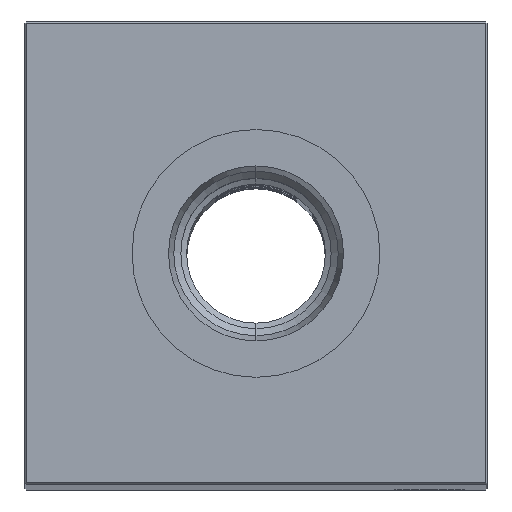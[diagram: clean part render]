
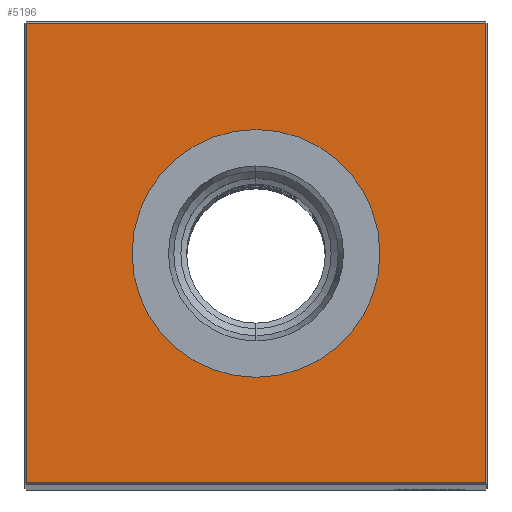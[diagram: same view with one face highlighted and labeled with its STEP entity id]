
A CAD part, top view. The second image highlights one B-rep face of the part: STEP entity #5196.
In plain terms, the highlighted planar face has unit normal (0, 0, 1).
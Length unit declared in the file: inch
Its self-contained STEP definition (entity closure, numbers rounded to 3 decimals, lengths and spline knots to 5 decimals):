
#1081 = CARTESIAN_POINT ( 'NONE',  ( 0., 0., 16. ) ) ;
#1836 = DIRECTION ( 'NONE',  ( -1., 0., 0. ) ) ;
#2514 = EDGE_CURVE ( 'NONE', #3340, #25465, #10194, .T. ) ;
#2750 = CARTESIAN_POINT ( 'NONE',  ( 0., 0.66929, 16. ) ) ;
#3075 = FACE_OUTER_BOUND ( 'NONE', #15031, .T. ) ;
#3340 = VERTEX_POINT ( 'NONE', #23757 ) ;
#3459 = CARTESIAN_POINT ( 'NONE',  ( -1.24, 0., 16. ) ) ;
#3922 = VECTOR ( 'NONE', #6744, 39.37008 ) ;
#4287 = DIRECTION ( 'NONE',  ( 0., 0., -1. ) ) ;
#4609 = CARTESIAN_POINT ( 'NONE',  ( 1.24, -1.24, 16. ) ) ;
#4615 = ORIENTED_EDGE ( 'NONE', *, *, #20626, .T. ) ;
#5165 = VECTOR ( 'NONE', #17081, 39.37008 ) ;
#5196 = ADVANCED_FACE ( 'NONE', ( #3075, #17309 ), #21891, .F. ) ;
#6163 = DIRECTION ( 'NONE',  ( -1., 0., 0. ) ) ;
#6312 = DIRECTION ( 'NONE',  ( 0., 0., -1. ) ) ;
#6427 = CARTESIAN_POINT ( 'NONE',  ( 0., 0., 16. ) ) ;
#6628 = CARTESIAN_POINT ( 'NONE',  ( 0., -0.66929, 16. ) ) ;
#6744 = DIRECTION ( 'NONE',  ( -1., 0., 0. ) ) ;
#8728 = CIRCLE ( 'NONE', #25856, 0.66929 ) ;
#8750 = VERTEX_POINT ( 'NONE', #4609 ) ;
#9091 = LINE ( 'NONE', #18739, #21159 ) ;
#9346 = ORIENTED_EDGE ( 'NONE', *, *, #14544, .T. ) ;
#9770 = LINE ( 'NONE', #10228, #29589 ) ;
#10194 = LINE ( 'NONE', #3459, #5165 ) ;
#10228 = CARTESIAN_POINT ( 'NONE',  ( 0., -1.24, 16. ) ) ;
#10760 = CARTESIAN_POINT ( 'NONE',  ( 0., 0., 16. ) ) ;
#13562 = VERTEX_POINT ( 'NONE', #2750 ) ;
#13653 = CARTESIAN_POINT ( 'NONE',  ( 0., 1.24, 16. ) ) ;
#13981 = AXIS2_PLACEMENT_3D ( 'NONE', #1081, #22353, #17461 ) ;
#14544 = EDGE_CURVE ( 'NONE', #18768, #13562, #8728, .T. ) ;
#15031 = EDGE_LOOP ( 'NONE', ( #16902, #15073, #4615, #17786 ) ) ;
#15073 = ORIENTED_EDGE ( 'NONE', *, *, #25027, .T. ) ;
#16902 = ORIENTED_EDGE ( 'NONE', *, *, #2514, .T. ) ;
#17081 = DIRECTION ( 'NONE',  ( 0., -1., 0. ) ) ;
#17309 = FACE_BOUND ( 'NONE', #17559, .T. ) ;
#17461 = DIRECTION ( 'NONE',  ( -1., 0., 0. ) ) ;
#17559 = EDGE_LOOP ( 'NONE', ( #25600, #9346 ) ) ;
#17564 = VERTEX_POINT ( 'NONE', #19820 ) ;
#17786 = ORIENTED_EDGE ( 'NONE', *, *, #19001, .T. ) ;
#18245 = CIRCLE ( 'NONE', #23110, 0.66929 ) ;
#18592 = DIRECTION ( 'NONE',  ( 0., 1., 0. ) ) ;
#18739 = CARTESIAN_POINT ( 'NONE',  ( 1.24, 0., 16. ) ) ;
#18768 = VERTEX_POINT ( 'NONE', #6628 ) ;
#19001 = EDGE_CURVE ( 'NONE', #17564, #3340, #27729, .T. ) ;
#19409 = DIRECTION ( 'NONE',  ( 1., 0., 0. ) ) ;
#19820 = CARTESIAN_POINT ( 'NONE',  ( 1.24, 1.24, 16. ) ) ;
#20626 = EDGE_CURVE ( 'NONE', #8750, #17564, #9091, .T. ) ;
#20821 = EDGE_CURVE ( 'NONE', #13562, #18768, #18245, .T. ) ;
#21159 = VECTOR ( 'NONE', #18592, 39.37008 ) ;
#21891 = PLANE ( 'NONE',  #13981 ) ;
#22353 = DIRECTION ( 'NONE',  ( 0., 0., -1. ) ) ;
#23110 = AXIS2_PLACEMENT_3D ( 'NONE', #10760, #6312, #6163 ) ;
#23757 = CARTESIAN_POINT ( 'NONE',  ( -1.24, 1.24, 16. ) ) ;
#25027 = EDGE_CURVE ( 'NONE', #25465, #8750, #9770, .T. ) ;
#25465 = VERTEX_POINT ( 'NONE', #29130 ) ;
#25600 = ORIENTED_EDGE ( 'NONE', *, *, #20821, .T. ) ;
#25856 = AXIS2_PLACEMENT_3D ( 'NONE', #6427, #4287, #1836 ) ;
#27729 = LINE ( 'NONE', #13653, #3922 ) ;
#29130 = CARTESIAN_POINT ( 'NONE',  ( -1.24, -1.24, 16. ) ) ;
#29589 = VECTOR ( 'NONE', #19409, 39.37008 ) ;
